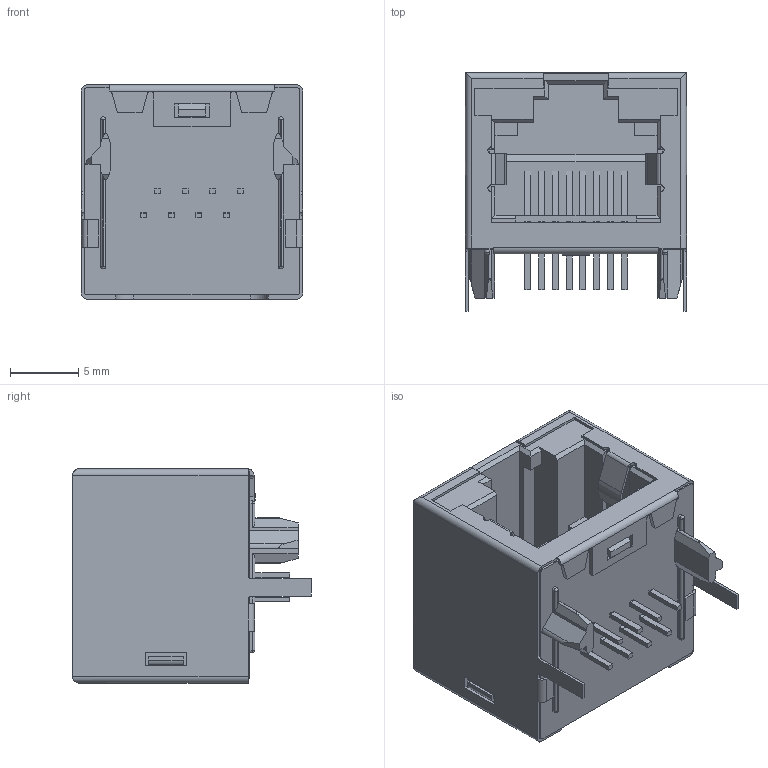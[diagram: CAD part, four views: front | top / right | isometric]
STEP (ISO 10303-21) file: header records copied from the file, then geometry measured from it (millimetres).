
FILE_DESCRIPTION((''),'2;1');
FILE_NAME('C-1-406541-5','2016-11-23T',('workeradm'),('Tyco Electronics Ltd.'),'CREO PARAMETRIC BY PTC INC, 2016050','CREO PARAMETRIC BY PTC INC, 2016050','');
FILE_SCHEMA(('AUTOMOTIVE_DESIGN { 1 0 10303 214 1 1 1 1 }'));
Length unit declared in the file: millimetre
Products named in the file (1): C-1-406541-5
Bounding box: 16.27 x 17.55 x 15.75 mm (x, y, z)
Volume: 2224 mm3; surface area: 2164.3 mm2
Topology: 1 solids, 1 shells, 389 faces, 1078 edges, 704 vertices
Faces by surface type: plane 296, cylinder 89, bspline 4
Entity records: 12680 total; most frequent: CARTESIAN_POINT 2439, ORIENTED_EDGE 2156, DIRECTION 1994, EDGE_CURVE 1078, VECTOR 884, LINE 884, VERTEX_POINT 704, AXIS2_PLACEMENT_3D 555
